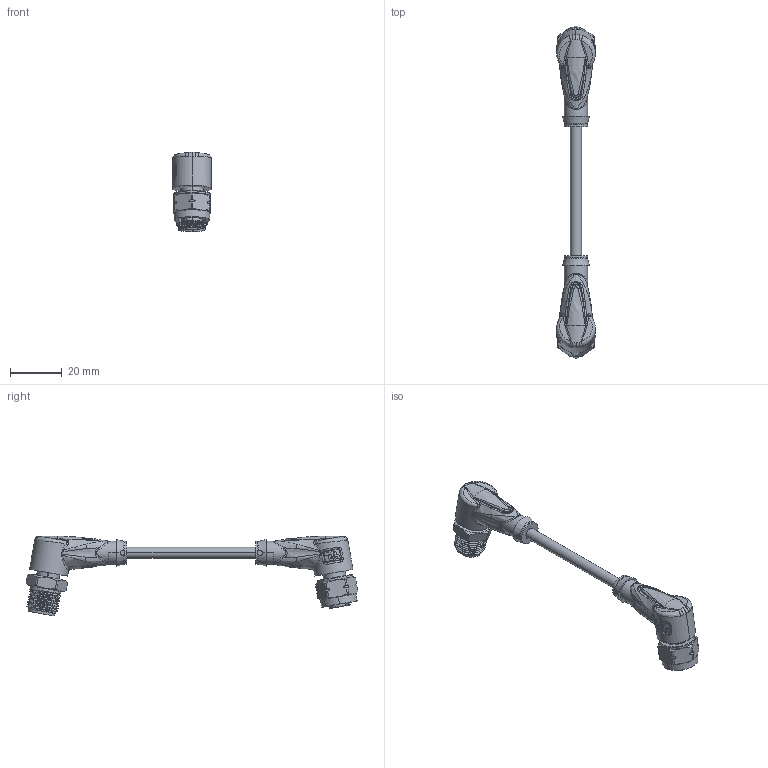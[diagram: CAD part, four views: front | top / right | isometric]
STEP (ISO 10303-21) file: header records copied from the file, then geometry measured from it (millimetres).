
FILE_DESCRIPTION(('STEP AP214'),'1');
FILE_NAME('cctmp_EB76CF11-D14B-406F-87F4-6EAD11515678_2022_04_27_10_53_40_0019..stp','2022-04-27T08:53:48',('KiM GmbH'),('CADClick - www.CADClick.com'),'Spatial InterOp 3D postprocessed',' ','unknown authorization');
FILE_SCHEMA(('AUTOMOTIVE_DESIGN'));
Length unit declared in the file: millimetre
Products named in the file (9): Connection2; Connection2_2; Connection2_1; T193964_1; Cable; Connection1; Connection1_2; Connection1_1; T193964
Assembly tree (8 placements, depth 4):
  T193964
    T193964_1
      Connection2
        Connection2_2
        Connection2_1
      Cable
      Connection1
        Connection1_2
        Connection1_1
Bounding box: 15 x 128.8 x 30.94 mm (x, y, z)
Volume: 12437 mm3; surface area: 9061.8 mm2
Topology: 7 solids, 11 shells, 1563 faces, 4113 edges, 2627 vertices
Faces by surface type: plane 661, cylinder 455, bspline 248, cone 119, torus 68, sphere 8, extrusion 4
Entity records: 80429 total; most frequent: CARTESIAN_POINT 38631, ORIENTED_EDGE 8198, DIRECTION 7025, EDGE_CURVE 4099, VERTEX_POINT 2627, AXIS2_PLACEMENT_3D 2427, VECTOR 2171, LINE 2167
